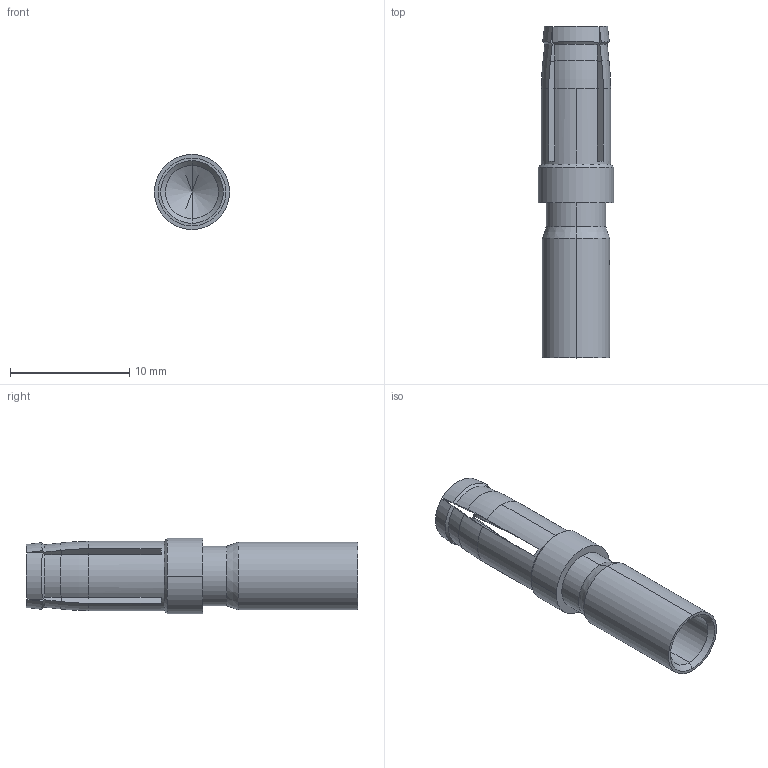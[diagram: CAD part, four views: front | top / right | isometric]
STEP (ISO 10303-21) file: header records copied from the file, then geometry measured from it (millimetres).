
FILE_DESCRIPTION((''),'2;1');
FILE_NAME('SC000046','2020-07-20T',('blink.zhou'),(''),'PRO/ENGINEER BY PARAMETRIC TECHNOLOGY CORPORATION, 2012230','PRO/ENGINEER BY PARAMETRIC TECHNOLOGY CORPORATION, 2012230','');
FILE_SCHEMA(('CONFIG_CONTROL_DESIGN'));
Length unit declared in the file: millimetre
Products named in the file (1): SC000046
Bounding box: 6.3 x 27.84 x 6.3 mm (x, y, z)
Volume: 382.4 mm3; surface area: 886.7 mm2
Topology: 1 solids, 1 shells, 90 faces, 222 edges, 132 vertices
Faces by surface type: plane 26, cylinder 26, cone 26, torus 12
Entity records: 2746 total; most frequent: CARTESIAN_POINT 584, DIRECTION 464, ORIENTED_EDGE 436, EDGE_CURVE 218, AXIS2_PLACEMENT_3D 184, VERTEX_POINT 132, VECTOR 96, LINE 96
